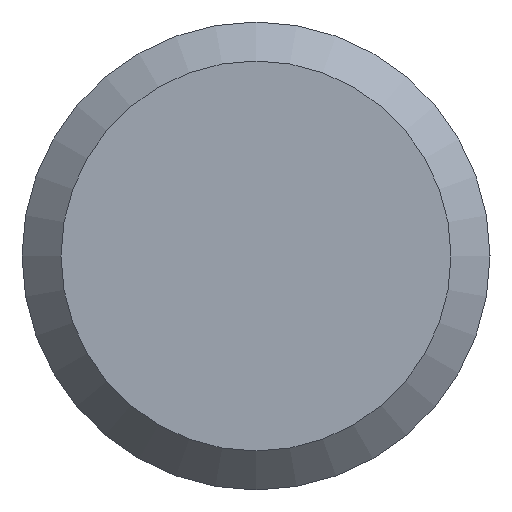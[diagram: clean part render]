
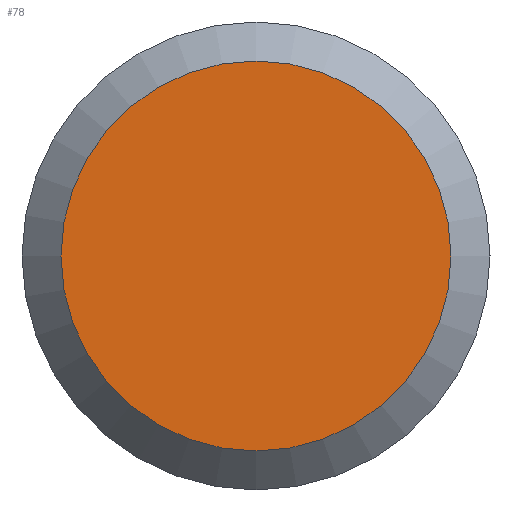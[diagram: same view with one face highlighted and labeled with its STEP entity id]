
A CAD part, left-side view. The second image highlights one B-rep face of the part: STEP entity #78.
In plain terms, the highlighted planar face has unit normal (-1, 0, 0).
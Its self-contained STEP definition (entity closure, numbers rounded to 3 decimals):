
#78 = ADVANCED_FACE( '', ( #90 ), #91, .F. );
#90 = FACE_OUTER_BOUND( '', #103, .T. );
#91 = PLANE( '', #104 );
#103 = EDGE_LOOP( '', ( #122 ) );
#104 = AXIS2_PLACEMENT_3D( '', #123, #124, #125 );
#122 = ORIENTED_EDGE( '', *, *, #133, .T. );
#123 = CARTESIAN_POINT( '', ( -87.5, 0., 0. ) );
#124 = DIRECTION( '', ( 1., 0., 0. ) );
#125 = DIRECTION( '', ( 0., 1., 0. ) );
#133 = EDGE_CURVE( '', #140, #140, #141, .F. );
#140 = VERTEX_POINT( '', #148 );
#141 = CIRCLE( '', #149, 5. );
#148 = CARTESIAN_POINT( '', ( -87.5, 5., 0. ) );
#149 = AXIS2_PLACEMENT_3D( '', #159, #160, #161 );
#159 = CARTESIAN_POINT( '', ( -87.5, 0., 0. ) );
#160 = DIRECTION( '', ( 1., 0., 0. ) );
#161 = DIRECTION( '', ( 0., 1., 0. ) );
